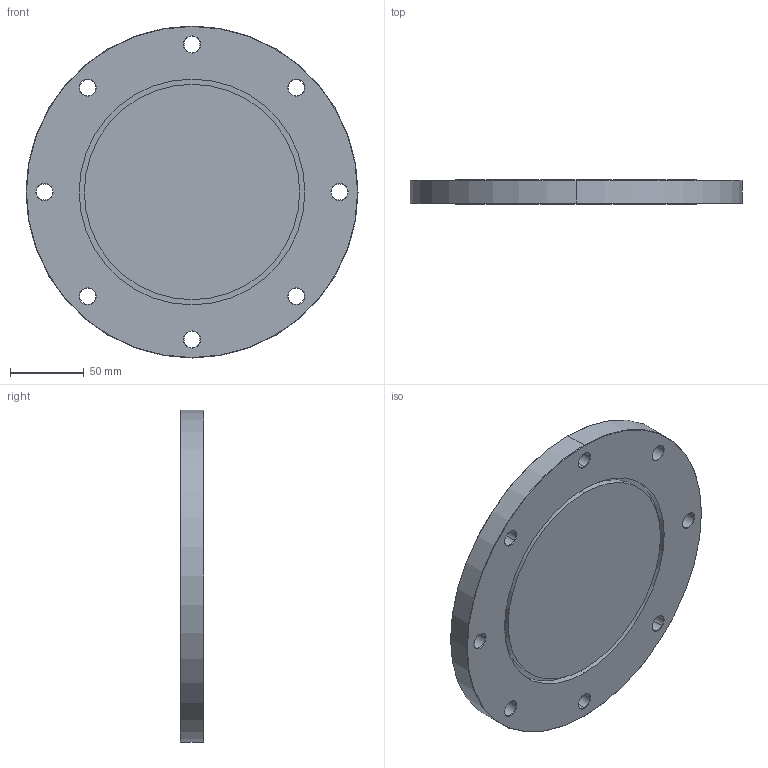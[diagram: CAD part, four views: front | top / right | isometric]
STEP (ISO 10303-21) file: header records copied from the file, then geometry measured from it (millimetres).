
FILE_DESCRIPTION (( 'STEP AP214' ), '1' );
FILE_NAME ('Hositrad_ISO-F160B.STEP', '2011-11-07T16:23:09', ( '' ), ( '' ), 'SwSTEP 2.0', 'SolidWorks 2011', '' );
FILE_SCHEMA (( 'AUTOMOTIVE_DESIGN' ));
Length unit declared in the file: millimetre
Products named in the file (1): Hositrad_ISO-F160B
Bounding box: 225 x 16 x 225 mm (x, y, z)
Volume: 616522.1 mm3; surface area: 97617.2 mm2
Topology: 1 solids, 1 shells, 62 faces, 138 edges, 80 vertices
Faces by surface type: cone 36, cylinder 22, plane 4
Entity records: 1780 total; most frequent: DIRECTION 344, CARTESIAN_POINT 281, ORIENTED_EDGE 276, AXIS2_PLACEMENT_3D 143, EDGE_CURVE 138, EDGE_LOOP 80, VERTEX_POINT 80, CIRCLE 80
